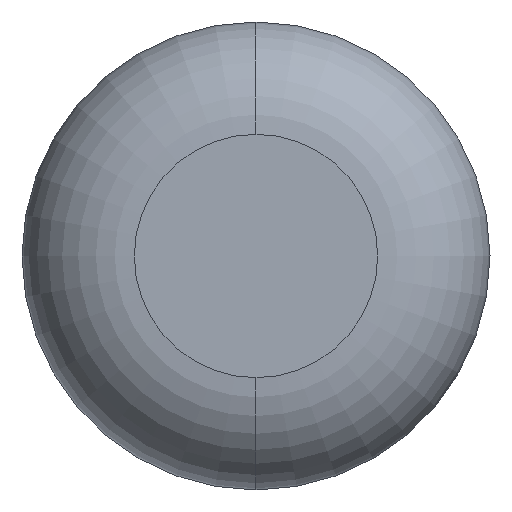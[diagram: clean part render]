
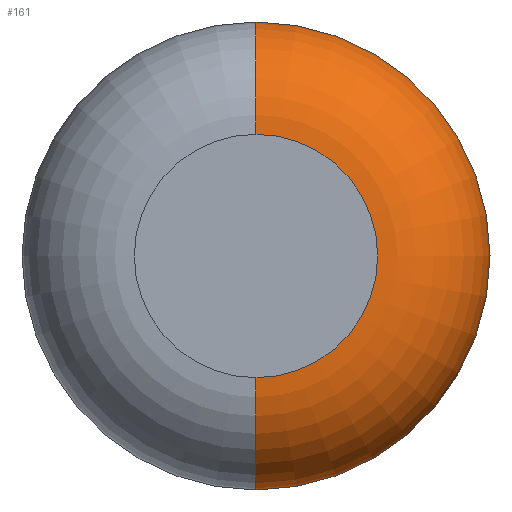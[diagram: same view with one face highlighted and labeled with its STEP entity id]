
A CAD part, front view. The second image highlights one B-rep face of the part: STEP entity #161.
In plain terms, the highlighted toroidal (fillet/blend) face has major radius 0.826 mm and minor radius 0.762 mm.
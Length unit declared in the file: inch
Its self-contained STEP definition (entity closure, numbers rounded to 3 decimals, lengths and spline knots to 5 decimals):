
#46 = DIRECTION ( 'NONE',  ( 0., -1., 0. ) ) ;
#53 = DIRECTION ( 'NONE',  ( -1., 0., 0. ) ) ;
#63 = CARTESIAN_POINT ( 'NONE',  ( 0., 0., 0.0325 ) ) ;
#98 = FACE_OUTER_BOUND ( 'NONE', #248, .T. ) ;
#99 = DIRECTION ( 'NONE',  ( 0., 0., 1. ) ) ;
#130 = CARTESIAN_POINT ( 'NONE',  ( 0., 0., -0.0325 ) ) ;
#144 = CIRCLE ( 'NONE', #434, 0.03 ) ;
#155 = VERTEX_POINT ( 'NONE', #431 ) ;
#160 = CARTESIAN_POINT ( 'NONE',  ( 0., 0.03, -0.0625 ) ) ;
#161 = ADVANCED_FACE ( 'NONE', ( #98 ), #178, .T. ) ;
#162 = CIRCLE ( 'NONE', #256, 0.0325 ) ;
#168 = CARTESIAN_POINT ( 'NONE',  ( 0., 0.03, 0.0325 ) ) ;
#170 = CIRCLE ( 'NONE', #396, 0.03 ) ;
#178 = TOROIDAL_SURFACE ( 'NONE', #351, 0.0325, 0.03 ) ;
#193 = DIRECTION ( 'NONE',  ( 0., -1., 0. ) ) ;
#194 = ORIENTED_EDGE ( 'NONE', *, *, #388, .F. ) ;
#220 = DIRECTION ( 'NONE',  ( 0., 0., -1. ) ) ;
#248 = EDGE_LOOP ( 'NONE', ( #539, #367, #546, #194 ) ) ;
#254 = DIRECTION ( 'NONE',  ( 0., 0., -1. ) ) ;
#256 = AXIS2_PLACEMENT_3D ( 'NONE', #417, #286, #496 ) ;
#265 = EDGE_CURVE ( 'NONE', #514, #155, #541, .T. ) ;
#275 = DIRECTION ( 'NONE',  ( 0., 0., -1. ) ) ;
#283 = VERTEX_POINT ( 'NONE', #130 ) ;
#286 = DIRECTION ( 'NONE',  ( 0., -1., 0. ) ) ;
#306 = CARTESIAN_POINT ( 'NONE',  ( 0., 0.03, -0.0325 ) ) ;
#325 = CARTESIAN_POINT ( 'NONE',  ( 0., 0.03, 0. ) ) ;
#351 = AXIS2_PLACEMENT_3D ( 'NONE', #325, #193, #275 ) ;
#367 = ORIENTED_EDGE ( 'NONE', *, *, #529, .T. ) ;
#368 = DIRECTION ( 'NONE',  ( 1., 0., 0. ) ) ;
#388 = EDGE_CURVE ( 'NONE', #514, #283, #144, .T. ) ;
#396 = AXIS2_PLACEMENT_3D ( 'NONE', #168, #368, #254 ) ;
#406 = VERTEX_POINT ( 'NONE', #63 ) ;
#417 = CARTESIAN_POINT ( 'NONE',  ( 0., 0., 0. ) ) ;
#430 = CARTESIAN_POINT ( 'NONE',  ( 0., 0.03, 0. ) ) ;
#431 = CARTESIAN_POINT ( 'NONE',  ( 0., 0.03, 0.0625 ) ) ;
#434 = AXIS2_PLACEMENT_3D ( 'NONE', #306, #53, #99 ) ;
#470 = AXIS2_PLACEMENT_3D ( 'NONE', #430, #46, #220 ) ;
#496 = DIRECTION ( 'NONE',  ( 0., 0., -1. ) ) ;
#514 = VERTEX_POINT ( 'NONE', #160 ) ;
#529 = EDGE_CURVE ( 'NONE', #155, #406, #170, .T. ) ;
#535 = EDGE_CURVE ( 'NONE', #283, #406, #162, .T. ) ;
#539 = ORIENTED_EDGE ( 'NONE', *, *, #265, .T. ) ;
#541 = CIRCLE ( 'NONE', #470, 0.0625 ) ;
#546 = ORIENTED_EDGE ( 'NONE', *, *, #535, .F. ) ;
